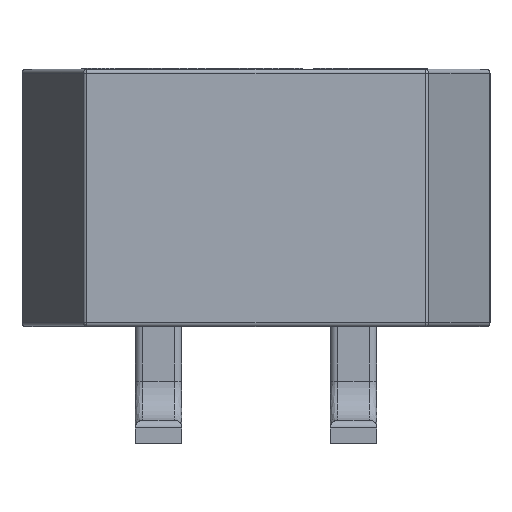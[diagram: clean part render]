
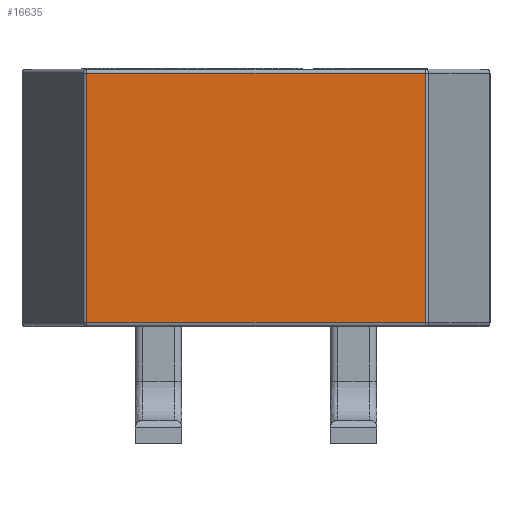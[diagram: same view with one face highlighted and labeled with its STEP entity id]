
A CAD part, left-side view. The second image highlights one B-rep face of the part: STEP entity #16635.
In plain terms, the highlighted planar face has unit normal (-1, 0, 0).
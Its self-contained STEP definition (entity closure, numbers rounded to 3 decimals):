
#182 = LINE ( 'NONE', #6769, #4011 ) ;
#615 = EDGE_CURVE ( 'NONE', #630, #15894, #3782, .T. ) ;
#630 = VERTEX_POINT ( 'NONE', #18712 ) ;
#717 = ORIENTED_EDGE ( 'NONE', *, *, #13944, .F. ) ;
#1109 = ORIENTED_EDGE ( 'NONE', *, *, #3906, .F. ) ;
#1220 = EDGE_CURVE ( 'NONE', #15894, #15146, #182, .T. ) ;
#1950 = DIRECTION ( 'NONE',  ( 0., 1., 0. ) ) ;
#2440 = CARTESIAN_POINT ( 'NONE',  ( 0., 5.169, 3.25 ) ) ;
#2461 = ORIENTED_EDGE ( 'NONE', *, *, #615, .F. ) ;
#3782 = LINE ( 'NONE', #17181, #17581 ) ;
#3906 = EDGE_CURVE ( 'NONE', #6882, #630, #5807, .T. ) ;
#4011 = VECTOR ( 'NONE', #5204, 1000. ) ;
#5204 = DIRECTION ( 'NONE',  ( 0., 0., 1. ) ) ;
#5807 = LINE ( 'NONE', #15478, #12450 ) ;
#6769 = CARTESIAN_POINT ( 'NONE',  ( 0., 5.169, 3.3 ) ) ;
#6882 = VERTEX_POINT ( 'NONE', #9140 ) ;
#7104 = EDGE_LOOP ( 'NONE', ( #1109, #717, #8983, #2461 ) ) ;
#8939 = AXIS2_PLACEMENT_3D ( 'NONE', #11824, #16608, #19483 ) ;
#8983 = ORIENTED_EDGE ( 'NONE', *, *, #1220, .F. ) ;
#9100 = CARTESIAN_POINT ( 'NONE',  ( 0., 5.169, 0.05 ) ) ;
#9140 = CARTESIAN_POINT ( 'NONE',  ( 0., 0.831, 3.25 ) ) ;
#11590 = CARTESIAN_POINT ( 'NONE',  ( 0., 0., 3.25 ) ) ;
#11824 = CARTESIAN_POINT ( 'NONE',  ( 0., 0., 3.3 ) ) ;
#12367 = DIRECTION ( 'NONE',  ( 0., 0., -1. ) ) ;
#12396 = VECTOR ( 'NONE', #17717, 1000. ) ;
#12450 = VECTOR ( 'NONE', #12367, 1000. ) ;
#13320 = LINE ( 'NONE', #11590, #12396 ) ;
#13944 = EDGE_CURVE ( 'NONE', #15146, #6882, #13320, .T. ) ;
#15146 = VERTEX_POINT ( 'NONE', #2440 ) ;
#15478 = CARTESIAN_POINT ( 'NONE',  ( 0., 0.831, 3.3 ) ) ;
#15894 = VERTEX_POINT ( 'NONE', #9100 ) ;
#16608 = DIRECTION ( 'NONE',  ( 1., 0., 0. ) ) ;
#16635 = ADVANCED_FACE ( 'NONE', ( #19263 ), #19412, .F. ) ;
#17181 = CARTESIAN_POINT ( 'NONE',  ( 0., 0., 0.05 ) ) ;
#17581 = VECTOR ( 'NONE', #1950, 1000. ) ;
#17717 = DIRECTION ( 'NONE',  ( 0., -1., 0. ) ) ;
#18712 = CARTESIAN_POINT ( 'NONE',  ( 0., 0.831, 0.05 ) ) ;
#19263 = FACE_OUTER_BOUND ( 'NONE', #7104, .T. ) ;
#19412 = PLANE ( 'NONE',  #8939 ) ;
#19483 = DIRECTION ( 'NONE',  ( 0., 0., -1. ) ) ;
